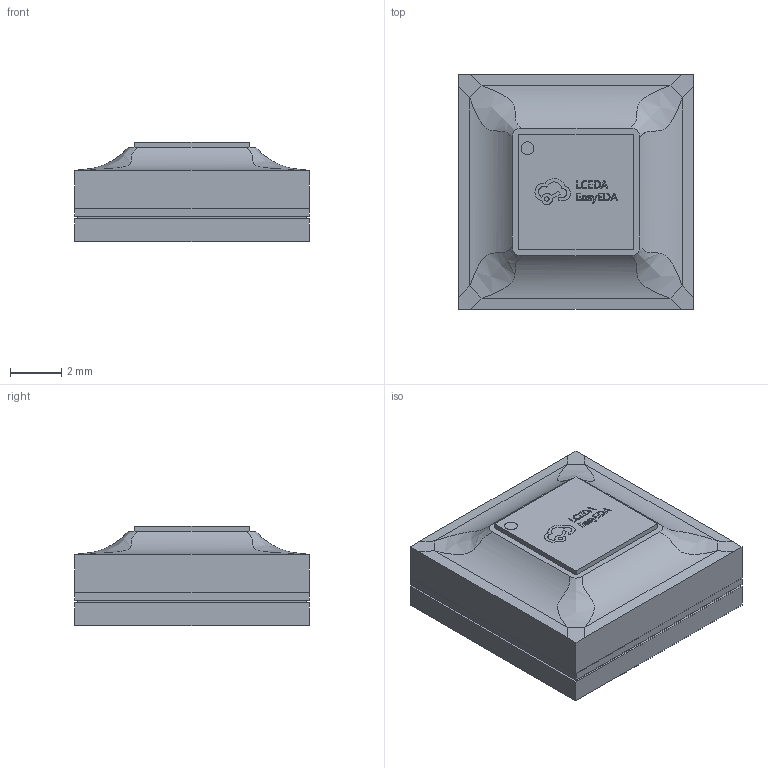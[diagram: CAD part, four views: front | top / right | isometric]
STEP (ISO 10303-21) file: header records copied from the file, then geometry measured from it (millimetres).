
FILE_DESCRIPTION (( 'STEP AP214' ), '1' );
FILE_NAME ('LGA-16_L9.2-W9.2-H3.9-P1.80-BL_ADIS16209CCCZ.step', '2022-07-04T13:25:42', ( '' ), ( '' ), 'SwSTEP 2.0', 'SolidWorks 2020', '' );
FILE_SCHEMA (( 'AUTOMOTIVE_DESIGN' ));
Length unit declared in the file: millimetre
Products named in the file (1): LGA-16_L9.2-W9.2-H3.9-P1.80-BL_ADIS16209CCCZ
Bounding box: 9.2 x 9.2 x 3.9 mm (x, y, z)
Volume: 259.9 mm3; surface area: 463.2 mm2
Topology: 2 solids, 2 shells, 355 faces, 968 edges, 665 vertices
Faces by surface type: plane 221, bspline 116, cylinder 14, torus 4
Entity records: 15944 total; most frequent: CARTESIAN_POINT 4501, ORIENTED_EDGE 1936, DIRECTION 1216, EDGE_CURVE 968, VECTOR 696, LINE 696, VERTEX_POINT 665, EDGE_LOOP 403
